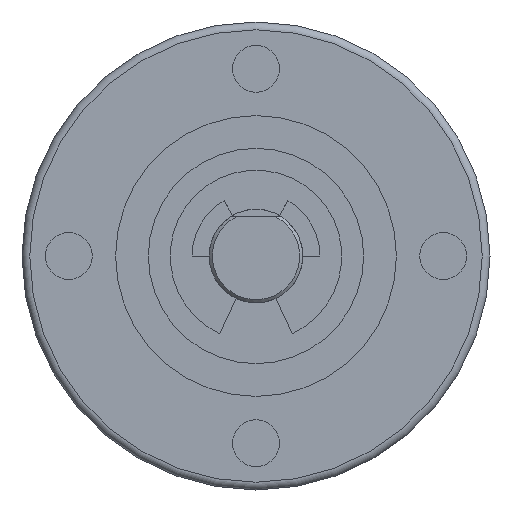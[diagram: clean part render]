
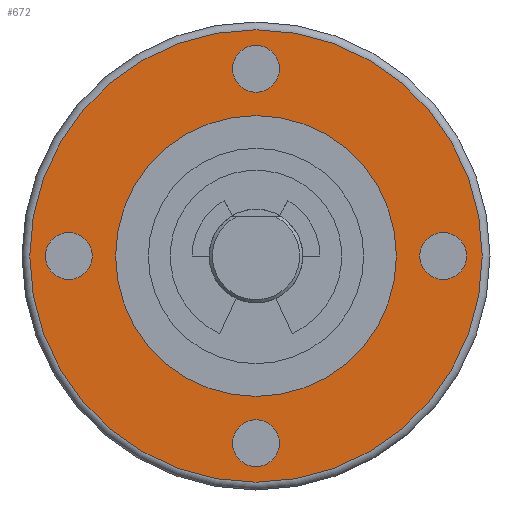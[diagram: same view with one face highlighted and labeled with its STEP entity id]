
A CAD part, front view. The second image highlights one B-rep face of the part: STEP entity #672.
In plain terms, the highlighted planar face has unit normal (0, -1, 0).
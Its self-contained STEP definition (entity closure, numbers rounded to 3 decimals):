
#577=CARTESIAN_POINT('',(-14.5,0.0,0.));
#578=VERTEX_POINT('',#577);
#579=CARTESIAN_POINT('',(0.0,0.0,0.0));
#580=DIRECTION('',(0.0,1.0,0.0));
#581=DIRECTION('',(1.0,0.0,0.0));
#582=AXIS2_PLACEMENT_3D('',#579,#580,#581);
#583=CIRCLE('',#582,14.5);
#584=EDGE_CURVE('',#578,#578,#583,.T.);
#609=CARTESIAN_POINT('',(0.0,0.0,0.0));
#610=DIRECTION('',(0.0,-1.0,0.0));
#611=DIRECTION('',(0.0,0.0,-1.0));
#612=AXIS2_PLACEMENT_3D('',#609,#610,#611);
#613=PLANE('',#612);
#614=ORIENTED_EDGE('',*,*,#584,.F.);
#615=EDGE_LOOP('',(#614));
#616=FACE_OUTER_BOUND('',#615,.T.);
#617=CARTESIAN_POINT('',(9.0,0.0,0.));
#618=VERTEX_POINT('',#617);
#619=CARTESIAN_POINT('',(0.0,0.0,0.0));
#620=DIRECTION('',(0.0,1.0,0.0));
#621=DIRECTION('',(-1.0,0.0,0.0));
#622=AXIS2_PLACEMENT_3D('',#619,#620,#621);
#623=CIRCLE('',#622,9.0);
#624=EDGE_CURVE('',#618,#618,#623,.T.);
#625=ORIENTED_EDGE('',*,*,#624,.T.);
#626=EDGE_LOOP('',(#625));
#627=FACE_BOUND('',#626,.T.);
#628=CARTESIAN_POINT('',(1.5,0.0,-12.));
#629=VERTEX_POINT('',#628);
#630=CARTESIAN_POINT('',(0.,0.0,-12.));
#631=DIRECTION('',(0.0,1.0,0.0));
#632=DIRECTION('',(-1.0,0.0,0.0));
#633=AXIS2_PLACEMENT_3D('',#630,#631,#632);
#634=CIRCLE('',#633,1.5);
#635=EDGE_CURVE('',#629,#629,#634,.T.);
#636=ORIENTED_EDGE('',*,*,#635,.T.);
#637=EDGE_LOOP('',(#636));
#638=FACE_BOUND('',#637,.T.);
#639=CARTESIAN_POINT('',(-10.5,0.0,0.));
#640=VERTEX_POINT('',#639);
#641=CARTESIAN_POINT('',(-12.,0.0,0.));
#642=DIRECTION('',(0.0,1.0,0.0));
#643=DIRECTION('',(-1.0,0.0,0.0));
#644=AXIS2_PLACEMENT_3D('',#641,#642,#643);
#645=CIRCLE('',#644,1.5);
#646=EDGE_CURVE('',#640,#640,#645,.T.);
#647=ORIENTED_EDGE('',*,*,#646,.T.);
#648=EDGE_LOOP('',(#647));
#649=FACE_BOUND('',#648,.T.);
#650=CARTESIAN_POINT('',(1.5,0.0,12.));
#651=VERTEX_POINT('',#650);
#652=CARTESIAN_POINT('',(0.,0.0,12.));
#653=DIRECTION('',(0.0,1.0,0.0));
#654=DIRECTION('',(-1.0,0.0,0.0));
#655=AXIS2_PLACEMENT_3D('',#652,#653,#654);
#656=CIRCLE('',#655,1.5);
#657=EDGE_CURVE('',#651,#651,#656,.T.);
#658=ORIENTED_EDGE('',*,*,#657,.T.);
#659=EDGE_LOOP('',(#658));
#660=FACE_BOUND('',#659,.T.);
#661=CARTESIAN_POINT('',(13.5,0.0,0.));
#662=VERTEX_POINT('',#661);
#663=CARTESIAN_POINT('',(12.,0.0,0.0));
#664=DIRECTION('',(0.0,1.0,0.0));
#665=DIRECTION('',(-1.0,0.0,0.0));
#666=AXIS2_PLACEMENT_3D('',#663,#664,#665);
#667=CIRCLE('',#666,1.5);
#668=EDGE_CURVE('',#662,#662,#667,.T.);
#669=ORIENTED_EDGE('',*,*,#668,.T.);
#670=EDGE_LOOP('',(#669));
#671=FACE_BOUND('',#670,.T.);
#672=ADVANCED_FACE('',(#616,#627,#638,#649,#660,#671),#613,.T.);
